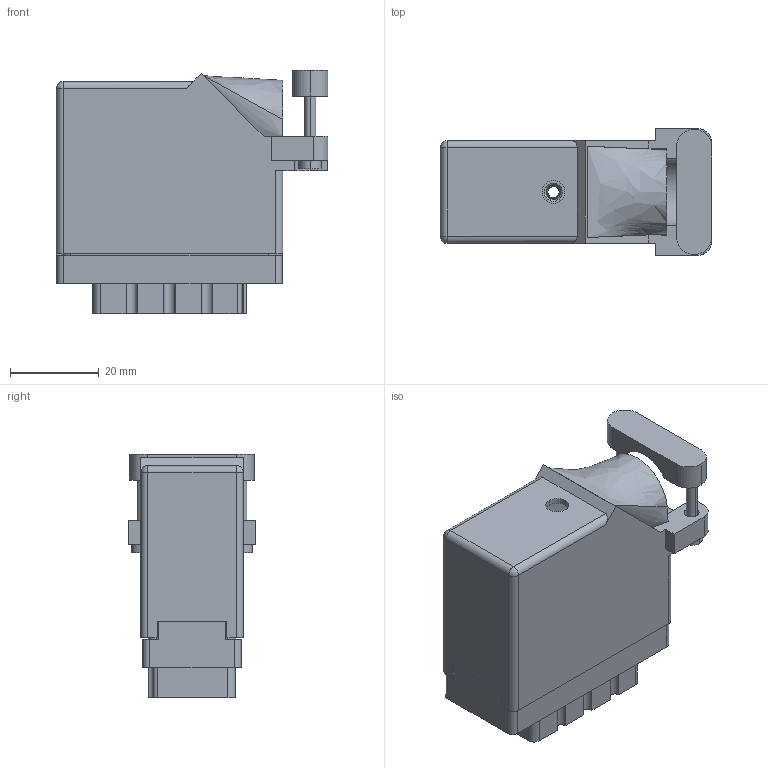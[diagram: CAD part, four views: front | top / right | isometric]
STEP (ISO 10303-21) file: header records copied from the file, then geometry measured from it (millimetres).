
FILE_DESCRIPTION (( 'STEP AP203' ), '1' );
FILE_NAME ('516-038-542-246.STEP', '2020-03-05T17:58:42', ( '' ), ( '' ), 'SwSTEP 2.0', 'SolidWorks 2016', '' );
FILE_SCHEMA (( 'CONFIG_CONTROL_DESIGN' ));
Length unit declared in the file: inch
Products named in the file (5): 516-252-035-100_516-252-035-100; 516 Part Receptacle_038; 516-038-542-246; 516-230-001_Plastic - 038 Side Entry - Large Clamp; 516-292-001_542 Contact
Assembly tree (41 placements, depth 2):
  516-038-542-246
    516 Part Receptacle_038
    516-292-001_542 Contact  x38
    516-230-001_Plastic - 038 Side Entry - Large Clamp
    516-252-035-100_516-252-035-100
Bounding box: 61.21 x 28.57 x 54.91 mm (x, y, z)
Volume: 23556.2 mm3; surface area: 37725.5 mm2
Topology: 41 solids, 41 shells, 3787 faces, 10956 edges, 7272 vertices
Faces by surface type: plane 2289, cylinder 1247, bspline 237, cone 12, sphere 2
Entity records: 41510 total; most frequent: CARTESIAN_POINT 9415, ORIENTED_EDGE 6516, DIRECTION 6324, EDGE_CURVE 3258, VECTOR 2320, LINE 2320, VERTEX_POINT 2166, AXIS2_PLACEMENT_3D 2002
